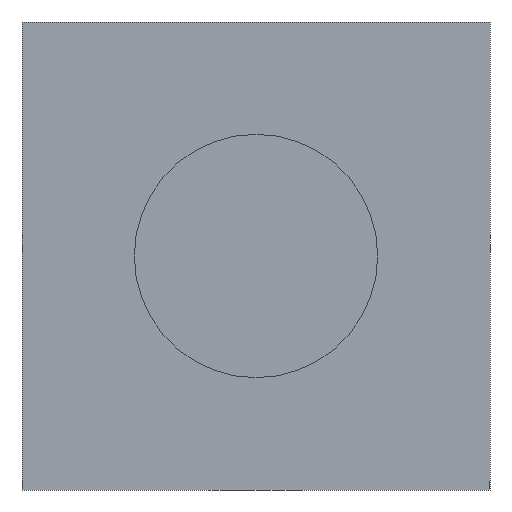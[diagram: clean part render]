
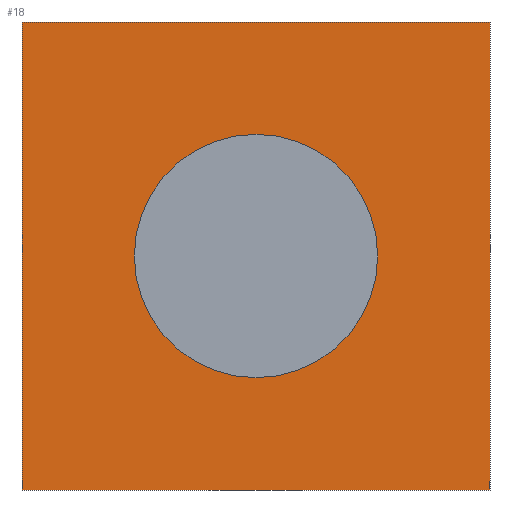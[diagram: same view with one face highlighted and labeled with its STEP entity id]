
A CAD part, front view. The second image highlights one B-rep face of the part: STEP entity #18.
In plain terms, the highlighted planar face has unit normal (0, -1, 0).
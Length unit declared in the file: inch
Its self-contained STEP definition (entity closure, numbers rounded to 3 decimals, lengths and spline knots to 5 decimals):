
#4 = DIRECTION ( 'NONE',  ( 1., 0., 0. ) ) ;
#5 = VERTEX_POINT ( 'NONE', #236 ) ;
#7 = ORIENTED_EDGE ( 'NONE', *, *, #214, .F. ) ;
#18 = ADVANCED_FACE ( 'NONE', ( #383, #164 ), #161, .F. ) ;
#41 = DIRECTION ( 'NONE',  ( 0., 1., 0. ) ) ;
#52 = EDGE_CURVE ( 'NONE', #394, #382, #146, .T. ) ;
#61 = CARTESIAN_POINT ( 'NONE',  ( 0., -0.98425, 0.09843 ) ) ;
#63 = VECTOR ( 'NONE', #4, 39.37008 ) ;
#69 = CIRCLE ( 'NONE', #73, 0.05118 ) ;
#73 = AXIS2_PLACEMENT_3D ( 'NONE', #349, #493, #112 ) ;
#83 = EDGE_LOOP ( 'NONE', ( #7 ) ) ;
#85 = LINE ( 'NONE', #391, #356 ) ;
#93 = CARTESIAN_POINT ( 'NONE',  ( 0.09843, -0.98425, 0. ) ) ;
#112 = DIRECTION ( 'NONE',  ( 0., 0., -1. ) ) ;
#118 = ORIENTED_EDGE ( 'NONE', *, *, #310, .F. ) ;
#122 = EDGE_LOOP ( 'NONE', ( #278, #118, #344, #274 ) ) ;
#136 = EDGE_CURVE ( 'NONE', #5, #382, #216, .T. ) ;
#146 = LINE ( 'NONE', #399, #63 ) ;
#160 = CARTESIAN_POINT ( 'NONE',  ( 0., -0.98425, 0. ) ) ;
#161 = PLANE ( 'NONE',  #443 ) ;
#164 = FACE_OUTER_BOUND ( 'NONE', #122, .T. ) ;
#199 = DIRECTION ( 'NONE',  ( 0., 0., 1. ) ) ;
#214 = EDGE_CURVE ( 'NONE', #339, #339, #69, .T. ) ;
#216 = LINE ( 'NONE', #93, #479 ) ;
#236 = CARTESIAN_POINT ( 'NONE',  ( 0.09843, -0.98425, 0.09843 ) ) ;
#253 = CARTESIAN_POINT ( 'NONE',  ( 0., -0.98425, -0.05118 ) ) ;
#271 = CARTESIAN_POINT ( 'NONE',  ( -0.09843, -0.98425, -0.09843 ) ) ;
#274 = ORIENTED_EDGE ( 'NONE', *, *, #52, .T. ) ;
#278 = ORIENTED_EDGE ( 'NONE', *, *, #136, .F. ) ;
#281 = VERTEX_POINT ( 'NONE', #345 ) ;
#297 = DIRECTION ( 'NONE',  ( 0., 0., -1. ) ) ;
#309 = DIRECTION ( 'NONE',  ( 0., 0., 1. ) ) ;
#310 = EDGE_CURVE ( 'NONE', #281, #5, #326, .T. ) ;
#312 = DIRECTION ( 'NONE',  ( 1., 0., 0. ) ) ;
#326 = LINE ( 'NONE', #61, #472 ) ;
#339 = VERTEX_POINT ( 'NONE', #253 ) ;
#344 = ORIENTED_EDGE ( 'NONE', *, *, #362, .F. ) ;
#345 = CARTESIAN_POINT ( 'NONE',  ( -0.09843, -0.98425, 0.09843 ) ) ;
#349 = CARTESIAN_POINT ( 'NONE',  ( 0., -0.98425, 0. ) ) ;
#356 = VECTOR ( 'NONE', #309, 39.37008 ) ;
#362 = EDGE_CURVE ( 'NONE', #394, #281, #85, .T. ) ;
#382 = VERTEX_POINT ( 'NONE', #420 ) ;
#383 = FACE_BOUND ( 'NONE', #83, .T. ) ;
#391 = CARTESIAN_POINT ( 'NONE',  ( -0.09843, -0.98425, 0. ) ) ;
#394 = VERTEX_POINT ( 'NONE', #271 ) ;
#399 = CARTESIAN_POINT ( 'NONE',  ( 0., -0.98425, -0.09843 ) ) ;
#420 = CARTESIAN_POINT ( 'NONE',  ( 0.09843, -0.98425, -0.09843 ) ) ;
#443 = AXIS2_PLACEMENT_3D ( 'NONE', #160, #41, #199 ) ;
#472 = VECTOR ( 'NONE', #312, 39.37008 ) ;
#479 = VECTOR ( 'NONE', #297, 39.37008 ) ;
#493 = DIRECTION ( 'NONE',  ( 0., -1., 0. ) ) ;
